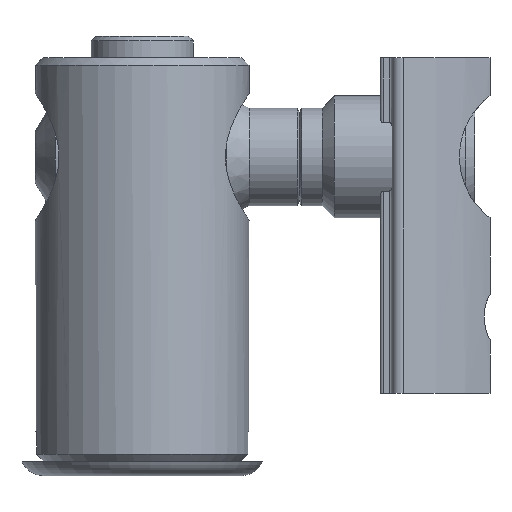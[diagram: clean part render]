
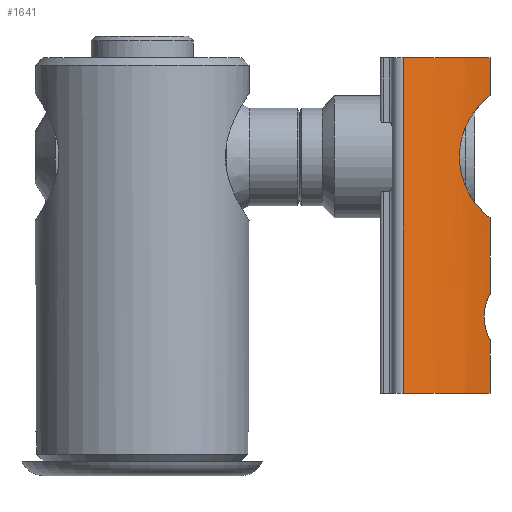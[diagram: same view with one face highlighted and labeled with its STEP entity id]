
A CAD part, left-side view. The second image highlights one B-rep face of the part: STEP entity #1641.
In plain terms, the highlighted cylindrical face has radius 15 mm (diameter 30 mm), a partial arc.
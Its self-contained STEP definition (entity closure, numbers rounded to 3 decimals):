
#104=LINE($,#2506,#204);
#129=LINE($,#2623,#229);
#135=LINE($,#2634,#235);
#136=LINE($,#2657,#236);
#204=VECTOR($,#1960,22.);
#229=VECTOR($,#2017,2.5);
#235=VECTOR($,#2025,5.);
#236=VECTOR($,#2032,3.5);
#368=B_SPLINE_CURVE_WITH_KNOTS($,3,(#2477,#2478,#2479,#2480,#2481,#2482),
 .UNSPECIFIED.,.F.,.F.,(4,2,4),(0.,0.099,
0.16),.UNSPECIFIED.);
#369=B_SPLINE_CURVE_WITH_KNOTS($,3,(#2484,#2485,#2486,#2487,#2488,#2489),
 .UNSPECIFIED.,.F.,.F.,(4,2,4),(-0.16,-0.095,
0.),.UNSPECIFIED.);
#375=B_SPLINE_CURVE_WITH_KNOTS($,3,(#2636,#2637,#2638,#2639,#2640,#2641,
#2642,#2643,#2644,#2645,#2646,#2647,#2648,#2649,#2650,#2651,#2652,#2653),
 .UNSPECIFIED.,.F.,.F.,(4,2,2,2,2,2,2,2,4),(-3.329,-3.261,
-3.114,-2.969,-2.824,-2.678,-2.533,
-2.386,-2.318),.UNSPECIFIED.);
#419=FACE_OUTER_BOUND($,#530,.T.);
#530=EDGE_LOOP($,(#1182,#1183,#1184,#1185,#1186,#1187,#1188,#1189,#1190));
#674=CIRCLE($,#1774,15.);
#675=CIRCLE($,#1775,15.);
#744=VERTEX_POINT($,#2474);
#745=VERTEX_POINT($,#2476);
#746=VERTEX_POINT($,#2483);
#749=VERTEX_POINT($,#2500);
#751=VERTEX_POINT($,#2504);
#782=VERTEX_POINT($,#2621);
#783=VERTEX_POINT($,#2622);
#787=VERTEX_POINT($,#2632);
#788=VERTEX_POINT($,#2655);
#903=EDGE_CURVE($,#745,#744,#368,.T.);
#904=EDGE_CURVE($,#746,#745,#369,.T.);
#910=EDGE_CURVE($,#749,#751,#104,.T.);
#946=EDGE_CURVE($,#782,#783,#129,.T.);
#952=EDGE_CURVE($,#787,#744,#135,.T.);
#953=EDGE_CURVE($,#787,#783,#375,.T.);
#954=EDGE_CURVE($,#749,#782,#674,.T.);
#955=EDGE_CURVE($,#751,#788,#675,.T.);
#956=EDGE_CURVE($,#746,#788,#136,.T.);
#1182=ORIENTED_EDGE($,*,*,#952,.F.);
#1183=ORIENTED_EDGE($,*,*,#953,.T.);
#1184=ORIENTED_EDGE($,*,*,#946,.F.);
#1185=ORIENTED_EDGE($,*,*,#954,.F.);
#1186=ORIENTED_EDGE($,*,*,#910,.T.);
#1187=ORIENTED_EDGE($,*,*,#955,.T.);
#1188=ORIENTED_EDGE($,*,*,#956,.F.);
#1189=ORIENTED_EDGE($,*,*,#904,.T.);
#1190=ORIENTED_EDGE($,*,*,#903,.T.);
#1566=CYLINDRICAL_SURFACE($,#1773,15.);
#1641=ADVANCED_FACE($,(#419),#1566,.T.);
#1773=AXIS2_PLACEMENT_3D($,#2635,#2026,#2027);
#1774=AXIS2_PLACEMENT_3D($,#2654,#2028,#2029);
#1775=AXIS2_PLACEMENT_3D($,#2656,#2030,#2031);
#1960=DIRECTION($,(0.,0.,-1.));
#2017=DIRECTION($,(0.,0.,-1.));
#2025=DIRECTION($,(0.,0.,-1.));
#2026=DIRECTION('center_axis',(0.,0.,-1.));
#2027=DIRECTION('ref_axis',(-1.,0.,0.));
#2028=DIRECTION('center_axis',(0.,0.,1.));
#2029=DIRECTION('ref_axis',(1.,0.,0.));
#2030=DIRECTION('center_axis',(0.,0.,1.));
#2031=DIRECTION('ref_axis',(1.,0.,0.));
#2032=DIRECTION($,(0.,0.,-1.));
#2474=CARTESIAN_POINT('',(-2.,-7.2,6.5));
#2476=CARTESIAN_POINT('',(-2.5,-6.818,5.));
#2477=CARTESIAN_POINT('Ctrl Pts',(-2.5,-6.818,5.));
#2478=CARTESIAN_POINT('Ctrl Pts',(-2.5,-6.818,5.331));
#2479=CARTESIAN_POINT('Ctrl Pts',(-2.43,-6.874,5.674));
#2480=CARTESIAN_POINT('Ctrl Pts',(-2.219,-7.037,6.169));
#2481=CARTESIAN_POINT('Ctrl Pts',(-2.117,-7.115,6.345));
#2482=CARTESIAN_POINT('Ctrl Pts',(-2.,-7.2,6.5));
#2483=CARTESIAN_POINT('',(-2.,-7.2,3.5));
#2484=CARTESIAN_POINT('Ctrl Pts',(-2.,-7.2,3.5));
#2485=CARTESIAN_POINT('Ctrl Pts',(-2.124,-7.109,3.665));
#2486=CARTESIAN_POINT('Ctrl Pts',(-2.233,-7.026,3.855));
#2487=CARTESIAN_POINT('Ctrl Pts',(-2.437,-6.869,4.356));
#2488=CARTESIAN_POINT('Ctrl Pts',(-2.5,-6.818,4.684));
#2489=CARTESIAN_POINT('Ctrl Pts',(-2.5,-6.818,5.));
#2500=CARTESIAN_POINT('',(-6.702,-1.514,22.));
#2504=CARTESIAN_POINT('',(-6.702,-1.514,0.));
#2506=CARTESIAN_POINT($,(-6.702,-1.514,22.));
#2621=CARTESIAN_POINT('',(-2.,-7.2,22.));
#2622=CARTESIAN_POINT('',(-2.,-7.2,19.5));
#2623=CARTESIAN_POINT($,(-2.,-7.2,22.));
#2632=CARTESIAN_POINT('',(-2.,-7.2,11.5));
#2634=CARTESIAN_POINT($,(-2.,-7.2,22.));
#2635=CARTESIAN_POINT('Origin',(6.854,4.908,22.));
#2636=CARTESIAN_POINT('Ctrl Pts',(-2.,-7.2,11.5));
#2637=CARTESIAN_POINT('Ctrl Pts',(-2.177,-7.07,11.597));
#2638=CARTESIAN_POINT('Ctrl Pts',(-2.344,-6.943,11.703));
#2639=CARTESIAN_POINT('Ctrl Pts',(-2.829,-6.555,12.058));
#2640=CARTESIAN_POINT('Ctrl Pts',(-3.182,-6.245,12.412));
#2641=CARTESIAN_POINT('Ctrl Pts',(-3.672,-5.784,13.118));
#2642=CARTESIAN_POINT('Ctrl Pts',(-3.883,-5.569,13.552));
#2643=CARTESIAN_POINT('Ctrl Pts',(-4.161,-5.276,14.5));
#2644=CARTESIAN_POINT('Ctrl Pts',(-4.229,-5.2,15.015));
#2645=CARTESIAN_POINT('Ctrl Pts',(-4.229,-5.2,15.985));
#2646=CARTESIAN_POINT('Ctrl Pts',(-4.161,-5.276,16.5));
#2647=CARTESIAN_POINT('Ctrl Pts',(-3.883,-5.569,17.448));
#2648=CARTESIAN_POINT('Ctrl Pts',(-3.672,-5.784,17.882));
#2649=CARTESIAN_POINT('Ctrl Pts',(-3.182,-6.245,18.588));
#2650=CARTESIAN_POINT('Ctrl Pts',(-2.829,-6.555,18.942));
#2651=CARTESIAN_POINT('Ctrl Pts',(-2.344,-6.943,19.297));
#2652=CARTESIAN_POINT('Ctrl Pts',(-2.177,-7.07,19.403));
#2653=CARTESIAN_POINT('Ctrl Pts',(-2.,-7.2,19.5));
#2654=CARTESIAN_POINT('Origin',(6.854,4.908,22.));
#2655=CARTESIAN_POINT('',(-2.,-7.2,0.));
#2656=CARTESIAN_POINT('Origin',(6.854,4.908,0.));
#2657=CARTESIAN_POINT($,(-2.,-7.2,22.));
